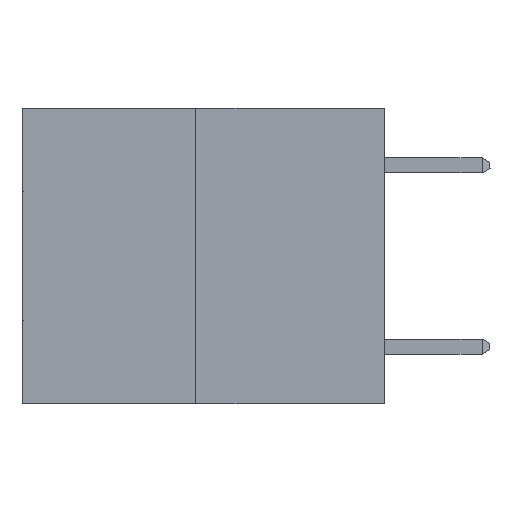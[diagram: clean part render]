
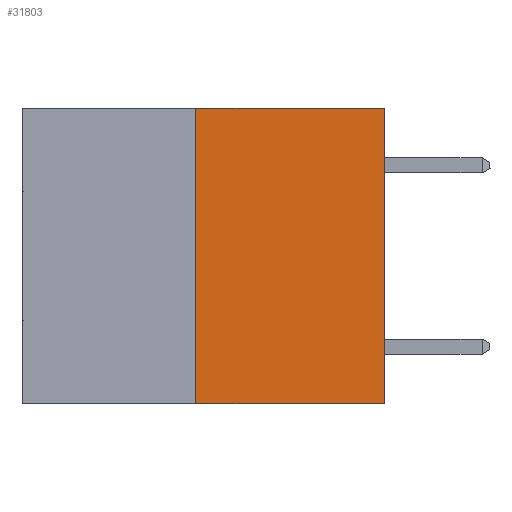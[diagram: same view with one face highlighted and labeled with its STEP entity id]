
A CAD part, left-side view. The second image highlights one B-rep face of the part: STEP entity #31803.
In plain terms, the highlighted planar face has unit normal (-1, 0, 0).
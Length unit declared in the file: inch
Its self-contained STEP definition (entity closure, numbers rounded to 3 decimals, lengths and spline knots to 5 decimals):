
#1590 = CARTESIAN_POINT ( 'NONE',  ( 0., 0.6, 0. ) ) ;
#1838 = VERTEX_POINT ( 'NONE', #26439 ) ;
#4089 = VECTOR ( 'NONE', #31694, 39.37008 ) ;
#4146 = DIRECTION ( 'NONE',  ( 1., 0., 0. ) ) ;
#4223 = EDGE_CURVE ( 'NONE', #9462, #15454, #31712, .T. ) ;
#5224 = VECTOR ( 'NONE', #23636, 39.37008 ) ;
#6806 = AXIS2_PLACEMENT_3D ( 'NONE', #1590, #4146, #11532 ) ;
#7688 = FACE_OUTER_BOUND ( 'NONE', #7698, .T. ) ;
#7698 = EDGE_LOOP ( 'NONE', ( #30768, #15510, #26873, #18175 ) ) ;
#8787 = DIRECTION ( 'NONE',  ( 0., -1., 0. ) ) ;
#9462 = VERTEX_POINT ( 'NONE', #11734 ) ;
#10754 = EDGE_CURVE ( 'NONE', #9462, #1838, #25801, .T. ) ;
#11116 = CARTESIAN_POINT ( 'NONE',  ( 0., 0., 0. ) ) ;
#11532 = DIRECTION ( 'NONE',  ( 0., 0., -1. ) ) ;
#11734 = CARTESIAN_POINT ( 'NONE',  ( 0., 0.312, -0.49 ) ) ;
#15099 = VECTOR ( 'NONE', #8787, 39.37008 ) ;
#15454 = VERTEX_POINT ( 'NONE', #16911 ) ;
#15510 = ORIENTED_EDGE ( 'NONE', *, *, #4223, .T. ) ;
#16101 = LINE ( 'NONE', #24493, #21754 ) ;
#16911 = CARTESIAN_POINT ( 'NONE',  ( 0., 0., -0.49 ) ) ;
#18175 = ORIENTED_EDGE ( 'NONE', *, *, #32370, .F. ) ;
#19343 = PLANE ( 'NONE',  #6806 ) ;
#21754 = VECTOR ( 'NONE', #24609, 39.37008 ) ;
#23636 = DIRECTION ( 'NONE',  ( 0., 0., 1. ) ) ;
#24493 = CARTESIAN_POINT ( 'NONE',  ( 0., 0.6, 0. ) ) ;
#24609 = DIRECTION ( 'NONE',  ( 0., -1., 0. ) ) ;
#24651 = LINE ( 'NONE', #26371, #4089 ) ;
#25801 = LINE ( 'NONE', #28685, #5224 ) ;
#26371 = CARTESIAN_POINT ( 'NONE',  ( 0., 0., 0. ) ) ;
#26439 = CARTESIAN_POINT ( 'NONE',  ( 0., 0.312, 0. ) ) ;
#26873 = ORIENTED_EDGE ( 'NONE', *, *, #31699, .T. ) ;
#28685 = CARTESIAN_POINT ( 'NONE',  ( 0., 0.312, -0.49 ) ) ;
#30317 = CARTESIAN_POINT ( 'NONE',  ( 0., 0.6, -0.49 ) ) ;
#30768 = ORIENTED_EDGE ( 'NONE', *, *, #10754, .F. ) ;
#31694 = DIRECTION ( 'NONE',  ( 0., 0., 1. ) ) ;
#31699 = EDGE_CURVE ( 'NONE', #15454, #31843, #24651, .T. ) ;
#31712 = LINE ( 'NONE', #30317, #15099 ) ;
#31803 = ADVANCED_FACE ( 'NONE', ( #7688 ), #19343, .F. ) ;
#31843 = VERTEX_POINT ( 'NONE', #11116 ) ;
#32370 = EDGE_CURVE ( 'NONE', #1838, #31843, #16101, .T. ) ;
